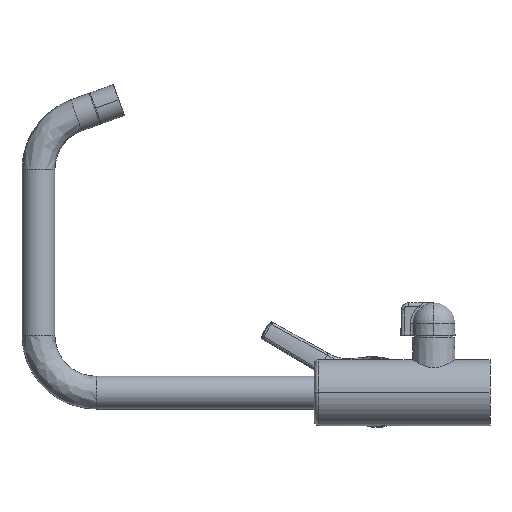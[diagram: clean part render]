
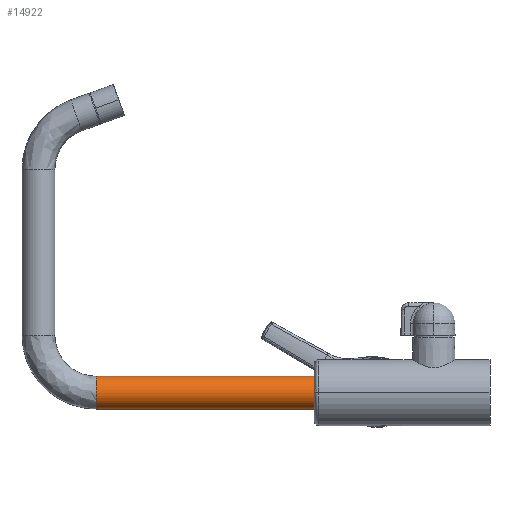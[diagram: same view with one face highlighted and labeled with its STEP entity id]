
A CAD part, left-side view. The second image highlights one B-rep face of the part: STEP entity #14922.
In plain terms, the highlighted cylindrical face has radius 11.4 mm (diameter 22.8 mm), a partial arc.
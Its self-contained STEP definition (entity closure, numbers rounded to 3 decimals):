
#627 = CARTESIAN_POINT ( 'NONE',  ( -90.364, 390.296, 304.792 ) ) ;
#1365 = AXIS2_PLACEMENT_3D ( 'NONE', #15108, #7420, #16388 ) ;
#1384 = CARTESIAN_POINT ( 'NONE',  ( -90.364, 542.596, 316.192 ) ) ;
#1708 = DIRECTION ( 'NONE',  ( 0., -1., 0. ) ) ;
#1849 = AXIS2_PLACEMENT_3D ( 'NONE', #1384, #10353, #2682 ) ;
#2409 = ORIENTED_EDGE ( 'NONE', *, *, #5449, .F. ) ;
#2595 = ORIENTED_EDGE ( 'NONE', *, *, #16116, .T. ) ;
#2682 = DIRECTION ( 'NONE',  ( 0., 0., -1. ) ) ;
#3007 = CARTESIAN_POINT ( 'NONE',  ( -90.364, 542.596, 316.192 ) ) ;
#3027 = VECTOR ( 'NONE', #16009, 1000. ) ;
#3311 = VERTEX_POINT ( 'NONE', #627 ) ;
#3408 = CIRCLE ( 'NONE', #1365, 11.4 ) ;
#3421 = VECTOR ( 'NONE', #4957, 1000. ) ;
#3449 = LINE ( 'NONE', #11362, #3421 ) ;
#4057 = FACE_OUTER_BOUND ( 'NONE', #8905, .T. ) ;
#4445 = CARTESIAN_POINT ( 'NONE',  ( -90.364, 390.296, 327.592 ) ) ;
#4957 = DIRECTION ( 'NONE',  ( 0., -1., 0. ) ) ;
#5091 = EDGE_CURVE ( 'NONE', #16287, #10712, #11275, .T. ) ;
#5399 = DIRECTION ( 'NONE',  ( 0., 0., -1. ) ) ;
#5449 = EDGE_CURVE ( 'NONE', #16287, #13673, #12366, .T. ) ;
#7420 = DIRECTION ( 'NONE',  ( 0., 1., 0. ) ) ;
#8905 = EDGE_LOOP ( 'NONE', ( #2409, #12665, #16046, #2595 ) ) ;
#9570 = EDGE_CURVE ( 'NONE', #10712, #3311, #3449, .T. ) ;
#9622 = CARTESIAN_POINT ( 'NONE',  ( -90.364, 542.596, 327.592 ) ) ;
#10225 = CYLINDRICAL_SURFACE ( 'NONE', #14879, 11.4 ) ;
#10353 = DIRECTION ( 'NONE',  ( 0., -1., 0. ) ) ;
#10712 = VERTEX_POINT ( 'NONE', #13554 ) ;
#10826 = CARTESIAN_POINT ( 'NONE',  ( -90.364, 542.596, 327.592 ) ) ;
#11275 = CIRCLE ( 'NONE', #1849, 11.4 ) ;
#11362 = CARTESIAN_POINT ( 'NONE',  ( -90.364, 542.596, 304.792 ) ) ;
#12366 = LINE ( 'NONE', #9622, #3027 ) ;
#12665 = ORIENTED_EDGE ( 'NONE', *, *, #5091, .T. ) ;
#13554 = CARTESIAN_POINT ( 'NONE',  ( -90.364, 542.596, 304.792 ) ) ;
#13673 = VERTEX_POINT ( 'NONE', #4445 ) ;
#14879 = AXIS2_PLACEMENT_3D ( 'NONE', #3007, #1708, #5399 ) ;
#14922 = ADVANCED_FACE ( 'NONE', ( #4057 ), #10225, .T. ) ;
#15108 = CARTESIAN_POINT ( 'NONE',  ( -90.364, 390.296, 316.192 ) ) ;
#16009 = DIRECTION ( 'NONE',  ( 0., -1., 0. ) ) ;
#16046 = ORIENTED_EDGE ( 'NONE', *, *, #9570, .T. ) ;
#16116 = EDGE_CURVE ( 'NONE', #3311, #13673, #3408, .T. ) ;
#16287 = VERTEX_POINT ( 'NONE', #10826 ) ;
#16388 = DIRECTION ( 'NONE',  ( 0., 0., -1. ) ) ;
